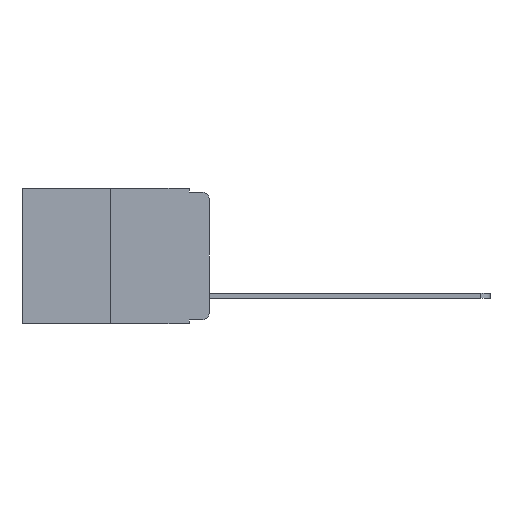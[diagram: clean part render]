
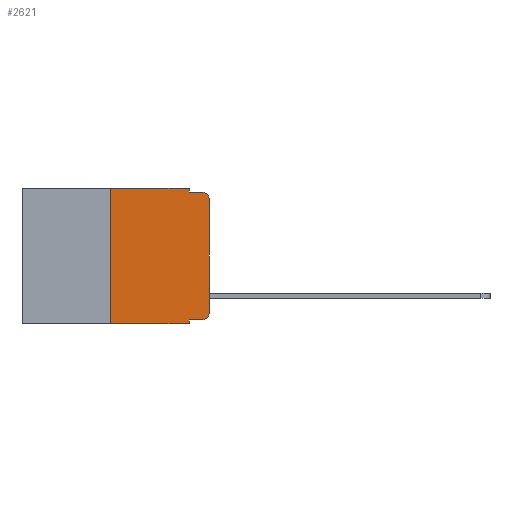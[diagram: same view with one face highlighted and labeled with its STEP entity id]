
A CAD part, left-side view. The second image highlights one B-rep face of the part: STEP entity #2621.
In plain terms, the highlighted planar face has unit normal (-1, 0, 0).
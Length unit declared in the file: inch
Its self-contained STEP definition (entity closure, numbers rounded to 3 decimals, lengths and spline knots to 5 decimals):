
#127 = CIRCLE ( 'NONE', #3999, 0.02 ) ;
#273 = VECTOR ( 'NONE', #921, 39.37008 ) ;
#275 = CARTESIAN_POINT ( 'NONE',  ( 0., 0.473, 0. ) ) ;
#519 = DIRECTION ( 'NONE',  ( -1., 0., 0. ) ) ;
#546 = CARTESIAN_POINT ( 'NONE',  ( 0., 0.02, -0.313 ) ) ;
#573 = CARTESIAN_POINT ( 'NONE',  ( 0., 0.473, 0. ) ) ;
#660 = DIRECTION ( 'NONE',  ( 0., 0., 1. ) ) ;
#921 = DIRECTION ( 'NONE',  ( 0., -1., 0. ) ) ;
#990 = VECTOR ( 'NONE', #3319, 39.37008 ) ;
#1012 = VERTEX_POINT ( 'NONE', #6333 ) ;
#1090 = CARTESIAN_POINT ( 'NONE',  ( 0., 0.25, 0. ) ) ;
#1121 = DIRECTION ( 'NONE',  ( -1., 0., 0. ) ) ;
#1346 = ORIENTED_EDGE ( 'NONE', *, *, #7509, .T. ) ;
#1423 = VECTOR ( 'NONE', #5822, 39.37008 ) ;
#1467 = DIRECTION ( 'NONE',  ( 1., 0., 0. ) ) ;
#1627 = DIRECTION ( 'NONE',  ( 0., 0., -1. ) ) ;
#1839 = CARTESIAN_POINT ( 'NONE',  ( 0., 0.051, 0. ) ) ;
#1852 = EDGE_CURVE ( 'NONE', #8274, #8810, #2768, .T. ) ;
#1919 = EDGE_CURVE ( 'NONE', #8529, #5923, #9155, .T. ) ;
#2175 = VERTEX_POINT ( 'NONE', #2417 ) ;
#2311 = EDGE_CURVE ( 'NONE', #8810, #1012, #9299, .T. ) ;
#2417 = CARTESIAN_POINT ( 'NONE',  ( 0., 0., -0.03 ) ) ;
#2476 = CARTESIAN_POINT ( 'NONE',  ( 0., 0.051, 0. ) ) ;
#2621 = ADVANCED_FACE ( 'NONE', ( #8903 ), #2905, .F. ) ;
#2768 = LINE ( 'NONE', #275, #273 ) ;
#2792 = EDGE_CURVE ( 'NONE', #2175, #6160, #127, .T. ) ;
#2905 = PLANE ( 'NONE',  #8839 ) ;
#3164 = EDGE_CURVE ( 'NONE', #4003, #8274, #10035, .T. ) ;
#3313 = CIRCLE ( 'NONE', #4755, 0.02 ) ;
#3319 = DIRECTION ( 'NONE',  ( 0., 0., 1. ) ) ;
#3336 = ORIENTED_EDGE ( 'NONE', *, *, #3164, .F. ) ;
#3377 = EDGE_CURVE ( 'NONE', #9088, #7224, #3313, .T. ) ;
#3420 = CARTESIAN_POINT ( 'NONE',  ( 0., 0., 0. ) ) ;
#3461 = LINE ( 'NONE', #6653, #10041 ) ;
#3810 = EDGE_CURVE ( 'NONE', #4003, #5923, #8481, .T. ) ;
#3994 = EDGE_CURVE ( 'NONE', #7224, #2175, #10783, .T. ) ;
#3999 = AXIS2_PLACEMENT_3D ( 'NONE', #4391, #1121, #10955 ) ;
#4003 = VERTEX_POINT ( 'NONE', #6107 ) ;
#4375 = ORIENTED_EDGE ( 'NONE', *, *, #1919, .F. ) ;
#4391 = CARTESIAN_POINT ( 'NONE',  ( 0., 0.02, -0.03 ) ) ;
#4600 = CARTESIAN_POINT ( 'NONE',  ( 0., 0.25, 0. ) ) ;
#4755 = AXIS2_PLACEMENT_3D ( 'NONE', #546, #519, #5757 ) ;
#4778 = DIRECTION ( 'NONE',  ( 0., 0., -1. ) ) ;
#4808 = ORIENTED_EDGE ( 'NONE', *, *, #3994, .T. ) ;
#4835 = CARTESIAN_POINT ( 'NONE',  ( 0., 0.02, -0.01 ) ) ;
#5009 = CARTESIAN_POINT ( 'NONE',  ( 0., 0.051, -0.333 ) ) ;
#5010 = CARTESIAN_POINT ( 'NONE',  ( 0., 0.02, -0.333 ) ) ;
#5011 = VECTOR ( 'NONE', #6048, 39.37008 ) ;
#5668 = ORIENTED_EDGE ( 'NONE', *, *, #1852, .F. ) ;
#5757 = DIRECTION ( 'NONE',  ( 0., 0., -1. ) ) ;
#5822 = DIRECTION ( 'NONE',  ( 0., -1., 0. ) ) ;
#5923 = VERTEX_POINT ( 'NONE', #8842 ) ;
#6048 = DIRECTION ( 'NONE',  ( 0., -1., 0. ) ) ;
#6107 = CARTESIAN_POINT ( 'NONE',  ( 0., 0.25, -0.343 ) ) ;
#6160 = VERTEX_POINT ( 'NONE', #4835 ) ;
#6332 = ORIENTED_EDGE ( 'NONE', *, *, #3377, .T. ) ;
#6333 = CARTESIAN_POINT ( 'NONE',  ( 0., 0.051, -0.01 ) ) ;
#6653 = CARTESIAN_POINT ( 'NONE',  ( 0., 0.051, -0.01 ) ) ;
#6909 = DIRECTION ( 'NONE',  ( 0., 0., -1. ) ) ;
#7051 = CARTESIAN_POINT ( 'NONE',  ( 0., 0.051, 0. ) ) ;
#7224 = VERTEX_POINT ( 'NONE', #8034 ) ;
#7234 = ORIENTED_EDGE ( 'NONE', *, *, #2311, .F. ) ;
#7334 = VECTOR ( 'NONE', #6909, 39.37008 ) ;
#7387 = ORIENTED_EDGE ( 'NONE', *, *, #3810, .T. ) ;
#7434 = EDGE_CURVE ( 'NONE', #1012, #6160, #3461, .T. ) ;
#7509 = EDGE_CURVE ( 'NONE', #8529, #9088, #7597, .T. ) ;
#7547 = CARTESIAN_POINT ( 'NONE',  ( 0., 0.473, -0.343 ) ) ;
#7597 = LINE ( 'NONE', #5009, #5011 ) ;
#7809 = ORIENTED_EDGE ( 'NONE', *, *, #2792, .T. ) ;
#8034 = CARTESIAN_POINT ( 'NONE',  ( 0., 0., -0.313 ) ) ;
#8274 = VERTEX_POINT ( 'NONE', #4600 ) ;
#8346 = DIRECTION ( 'NONE',  ( 0., -1., 0. ) ) ;
#8481 = LINE ( 'NONE', #7547, #1423 ) ;
#8529 = VERTEX_POINT ( 'NONE', #9236 ) ;
#8608 = VECTOR ( 'NONE', #660, 39.37008 ) ;
#8810 = VERTEX_POINT ( 'NONE', #1839 ) ;
#8839 = AXIS2_PLACEMENT_3D ( 'NONE', #573, #1467, #1627 ) ;
#8842 = CARTESIAN_POINT ( 'NONE',  ( 0., 0.051, -0.343 ) ) ;
#8903 = FACE_OUTER_BOUND ( 'NONE', #10658, .T. ) ;
#9088 = VERTEX_POINT ( 'NONE', #5010 ) ;
#9155 = LINE ( 'NONE', #2476, #11054 ) ;
#9236 = CARTESIAN_POINT ( 'NONE',  ( 0., 0.051, -0.333 ) ) ;
#9299 = LINE ( 'NONE', #7051, #7334 ) ;
#10035 = LINE ( 'NONE', #1090, #990 ) ;
#10041 = VECTOR ( 'NONE', #8346, 39.37008 ) ;
#10283 = ORIENTED_EDGE ( 'NONE', *, *, #7434, .F. ) ;
#10658 = EDGE_LOOP ( 'NONE', ( #4808, #7809, #10283, #7234, #5668, #3336, #7387, #4375, #1346, #6332 ) ) ;
#10783 = LINE ( 'NONE', #3420, #8608 ) ;
#10955 = DIRECTION ( 'NONE',  ( 0., 0., -1. ) ) ;
#11054 = VECTOR ( 'NONE', #4778, 39.37008 ) ;
